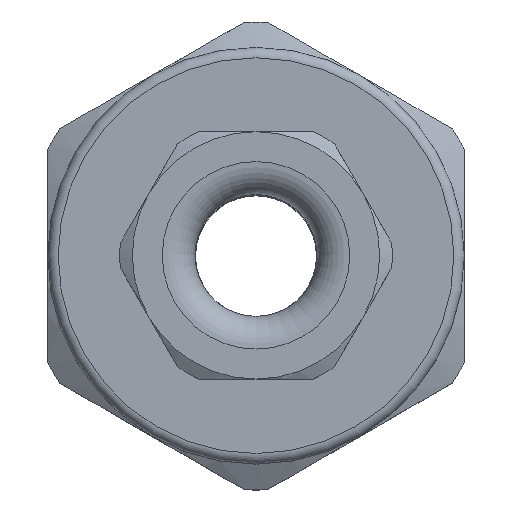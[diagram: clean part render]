
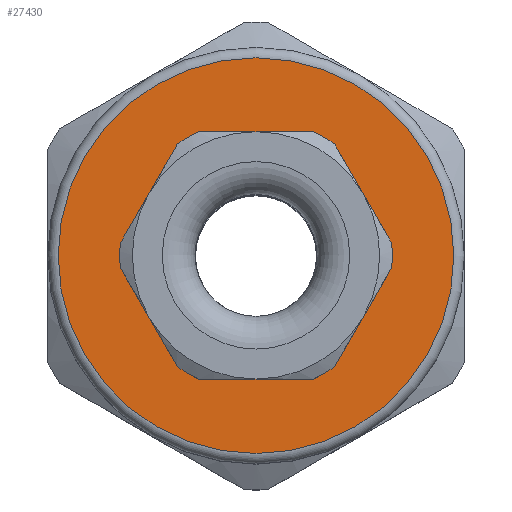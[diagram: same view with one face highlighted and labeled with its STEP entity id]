
A CAD part, top view. The second image highlights one B-rep face of the part: STEP entity #27430.
In plain terms, the highlighted planar face has unit normal (0, 0, 1).
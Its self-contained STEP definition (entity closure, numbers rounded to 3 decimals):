
#27403=CARTESIAN_POINT('',(0.,0.,33.));
#27404=DIRECTION('',(0.,0.,1.));
#27405=DIRECTION('',(1.,0.,0.));
#27406=AXIS2_PLACEMENT_3D('',#27403,#27404,#27405);
#27407=PLANE('',#27406);
#27408=CARTESIAN_POINT('',(8.5,-0.,33.));
#27409=VERTEX_POINT('',#27408);
#27410=CARTESIAN_POINT('',(0.,0.,33.));
#27411=DIRECTION('',(-0.,-0.,-1.));
#27412=DIRECTION('',(1.,0.,-0.));
#27413=AXIS2_PLACEMENT_3D('',#27410,#27411,#27412);
#27414=CIRCLE('',#27413,8.5);
#27415=EDGE_CURVE('',#27409,#27409,#27414,.T.);
#27416=ORIENTED_EDGE('',*,*,#27415,.T.);
#27417=EDGE_LOOP('',(#27416));
#27418=FACE_BOUND('',#27417,.T.);
#27419=CARTESIAN_POINT('',(15.2,-0.,33.));
#27420=VERTEX_POINT('',#27419);
#27421=CARTESIAN_POINT('',(0.,0.,33.));
#27422=DIRECTION('',(0.,0.,1.));
#27423=DIRECTION('',(1.,0.,-0.));
#27424=AXIS2_PLACEMENT_3D('',#27421,#27422,#27423);
#27425=CIRCLE('',#27424,15.2);
#27426=EDGE_CURVE('',#27420,#27420,#27425,.T.);
#27427=ORIENTED_EDGE('',*,*,#27426,.T.);
#27428=EDGE_LOOP('',(#27427));
#27429=FACE_BOUND('',#27428,.T.);
#27430=ADVANCED_FACE('',(#27418,#27429),#27407,.T.);
